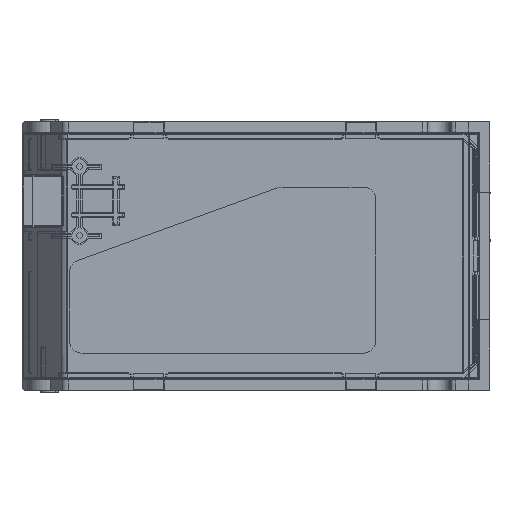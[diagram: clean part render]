
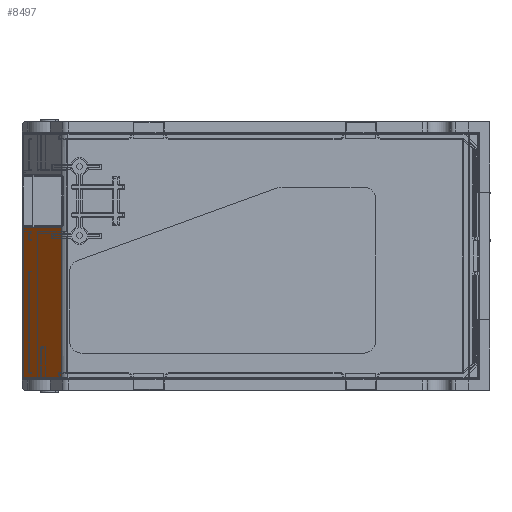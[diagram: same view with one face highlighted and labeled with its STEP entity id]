
A CAD part, front view. The second image highlights one B-rep face of the part: STEP entity #8497.
In plain terms, the highlighted face is planar.
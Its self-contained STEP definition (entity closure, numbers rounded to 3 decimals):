
#6529 = LINE ( 'NONE', #33365, #6561 ) ;
#6559 = LINE ( 'NONE', #33374, #6560 ) ;
#6560 = VECTOR ( 'NONE', #33375, 1000. ) ;
#6561 = VECTOR ( 'NONE', #33377, 1000. ) ;
#6562 = LINE ( 'NONE', #33382, #6563 ) ;
#6563 = VECTOR ( 'NONE', #33383, 1000. ) ;
#6564 = LINE ( 'NONE', #33384, #6565 ) ;
#6565 = VECTOR ( 'NONE', #33385, 1000. ) ;
#6566 = LINE ( 'NONE', #33386, #6567 ) ;
#6567 = VECTOR ( 'NONE', #33387, 1000. ) ;
#8497 = ADVANCED_FACE ( 'NONE', ( #22215 ), #46757, .F. ) ;
#11674 = EDGE_LOOP ( 'NONE', ( #19582, #19581, #19580, #19579, #19578, #19577, #19576 ) ) ;
#15617 =( BOUNDED_CURVE ( )  B_SPLINE_CURVE ( 3, ( #33376, #33390, #33391, #33392 ),
 .UNSPECIFIED., .F., .F. ) 
 B_SPLINE_CURVE_WITH_KNOTS ( ( 4, 4 ),
 ( 4.273, 4.712 ),
 .UNSPECIFIED. ) 
 CURVE ( )  GEOMETRIC_REPRESENTATION_ITEM ( )  RATIONAL_B_SPLINE_CURVE ( ( 1., 0.984, 0.984, 1. ) ) 
 REPRESENTATION_ITEM ( '' )  );
#15620 =( BOUNDED_CURVE ( )  B_SPLINE_CURVE ( 3, ( #33373, #33379, #33380, #33381 ),
 .UNSPECIFIED., .F., .F. ) 
 B_SPLINE_CURVE_WITH_KNOTS ( ( 4, 4 ),
 ( 0., 2.094 ),
 .UNSPECIFIED. ) 
 CURVE ( )  GEOMETRIC_REPRESENTATION_ITEM ( )  RATIONAL_B_SPLINE_CURVE ( ( 1., 0.667, 0.667, 1. ) ) 
 REPRESENTATION_ITEM ( '' )  );
#19576 = ORIENTED_EDGE ( 'NONE', *, *, #30505, .T. ) ;
#19577 = ORIENTED_EDGE ( 'NONE', *, *, #30510, .T. ) ;
#19578 = ORIENTED_EDGE ( 'NONE', *, *, #30512, .T. ) ;
#19579 = ORIENTED_EDGE ( 'NONE', *, *, #30506, .T. ) ;
#19580 = ORIENTED_EDGE ( 'NONE', *, *, #30509, .T. ) ;
#19581 = ORIENTED_EDGE ( 'NONE', *, *, #30508, .T. ) ;
#19582 = ORIENTED_EDGE ( 'NONE', *, *, #30507, .T. ) ;
#22215 = FACE_OUTER_BOUND ( 'NONE', #11674, .T. ) ;
#28991 = AXIS2_PLACEMENT_3D ( 'NONE', #46762, #46752, #46751 ) ;
#30505 = EDGE_CURVE ( 'NONE', #36185, #36138, #6559, .T. ) ;
#30506 = EDGE_CURVE ( 'NONE', #35820, #36016, #6529, .T. ) ;
#30507 = EDGE_CURVE ( 'NONE', #36138, #36276, #15620, .T. ) ;
#30508 = EDGE_CURVE ( 'NONE', #36276, #35818, #6562, .T. ) ;
#30509 = EDGE_CURVE ( 'NONE', #35818, #35820, #6564, .T. ) ;
#30510 = EDGE_CURVE ( 'NONE', #36215, #36185, #6566, .T. ) ;
#30512 = EDGE_CURVE ( 'NONE', #36016, #36215, #15617, .T. ) ;
#33365 = CARTESIAN_POINT ( 'NONE',  ( -87.538, 52.5, 7.135 ) ) ;
#33373 = CARTESIAN_POINT ( 'NONE',  ( -103.078, -10., 27.855 ) ) ;
#33374 = CARTESIAN_POINT ( 'NONE',  ( -103.078, -10., 27.855 ) ) ;
#33375 = DIRECTION ( 'NONE',  ( 0., 1., 0. ) ) ;
#33376 = CARTESIAN_POINT ( 'NONE',  ( -87.538, -11.276, 7.135 ) ) ;
#33377 = DIRECTION ( 'NONE',  ( 0., -1., 0. ) ) ;
#33379 = CARTESIAN_POINT ( 'NONE',  ( -103.078, -9.827, 27.855 ) ) ;
#33380 = CARTESIAN_POINT ( 'NONE',  ( -102.928, -9.74, 27.655 ) ) ;
#33381 = CARTESIAN_POINT ( 'NONE',  ( -102.778, -9.827, 27.455 ) ) ;
#33382 = CARTESIAN_POINT ( 'NONE',  ( -102.778, 52.5, 27.455 ) ) ;
#33383 = DIRECTION ( 'NONE',  ( 0., 1., 0. ) ) ;
#33384 = CARTESIAN_POINT ( 'NONE',  ( -87.538, 47.7, 7.135 ) ) ;
#33385 = DIRECTION ( 'NONE',  ( 0.6, 0., -0.8 ) ) ;
#33386 = CARTESIAN_POINT ( 'NONE',  ( -86.638, -11.2, 5.935 ) ) ;
#33387 = DIRECTION ( 'NONE',  ( -0.6, 0., 0.8 ) ) ;
#33390 = CARTESIAN_POINT ( 'NONE',  ( -87.645, -11.226, 7.278 ) ) ;
#33391 = CARTESIAN_POINT ( 'NONE',  ( -87.76, -11.2, 7.431 ) ) ;
#33392 = CARTESIAN_POINT ( 'NONE',  ( -87.878, -11.2, 7.589 ) ) ;
#35818 = VERTEX_POINT ( 'NONE', #45290 ) ;
#35820 = VERTEX_POINT ( 'NONE', #45291 ) ;
#36016 = VERTEX_POINT ( 'NONE', #45397 ) ;
#36138 = VERTEX_POINT ( 'NONE', #46764 ) ;
#36185 = VERTEX_POINT ( 'NONE', #46792 ) ;
#36215 = VERTEX_POINT ( 'NONE', #46813 ) ;
#36276 = VERTEX_POINT ( 'NONE', #46854 ) ;
#45290 = CARTESIAN_POINT ( 'NONE',  ( -102.778, 47.7, 27.455 ) ) ;
#45291 = CARTESIAN_POINT ( 'NONE',  ( -87.538, 47.7, 7.135 ) ) ;
#45397 = CARTESIAN_POINT ( 'NONE',  ( -87.538, -11.276, 7.135 ) ) ;
#46751 = DIRECTION ( 'NONE',  ( 0.6, 0., -0.8 ) ) ;
#46752 = DIRECTION ( 'NONE',  ( 0.8, 0., 0.6 ) ) ;
#46757 = PLANE ( 'NONE',  #28991 ) ;
#46762 = CARTESIAN_POINT ( 'NONE',  ( -86.638, 52.5, 5.935 ) ) ;
#46764 = CARTESIAN_POINT ( 'NONE',  ( -103.078, -10., 27.855 ) ) ;
#46792 = CARTESIAN_POINT ( 'NONE',  ( -103.078, -11.2, 27.855 ) ) ;
#46813 = CARTESIAN_POINT ( 'NONE',  ( -87.878, -11.2, 7.589 ) ) ;
#46854 = CARTESIAN_POINT ( 'NONE',  ( -102.778, -9.827, 27.455 ) ) ;
